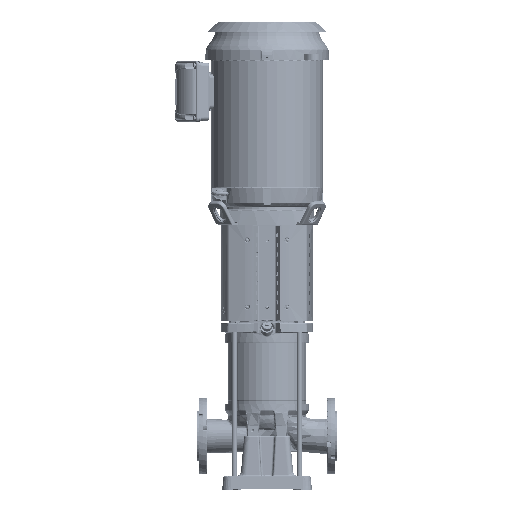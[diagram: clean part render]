
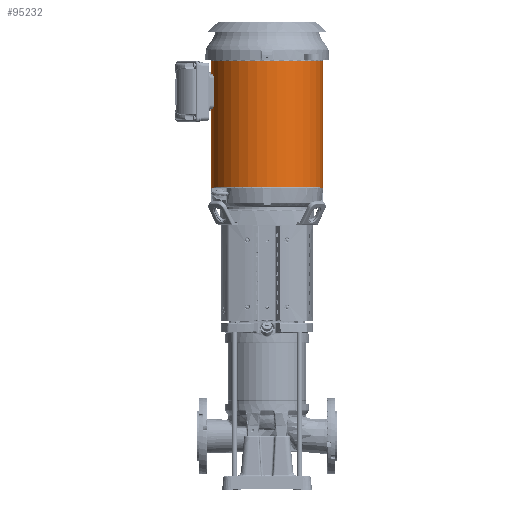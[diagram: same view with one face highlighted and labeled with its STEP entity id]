
A CAD part, top view. The second image highlights one B-rep face of the part: STEP entity #95232.
In plain terms, the highlighted cylindrical face has radius 146.3 mm (diameter 292.6 mm), a full revolution.
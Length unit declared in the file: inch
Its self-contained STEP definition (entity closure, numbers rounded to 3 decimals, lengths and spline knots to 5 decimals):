
#14593=CIRCLE('',#104115,5.75984);
#14594=CIRCLE('',#104116,5.75984);
#19429=FACE_OUTER_BOUND('',#24688,.T.);
#24688=EDGE_LOOP('',(#87879,#87880,#87881,#87882));
#33250=LINE('',#431118,#38170);
#33251=LINE('',#431123,#38171);
#38170=VECTOR('',#126074,39.37008);
#38171=VECTOR('',#126079,39.37008);
#47716=VERTEX_POINT('',#431112);
#47718=VERTEX_POINT('',#431116);
#47719=VERTEX_POINT('',#431120);
#47720=VERTEX_POINT('',#431122);
#62219=EDGE_CURVE('',#47716,#47718,#33250,.T.);
#62220=EDGE_CURVE('',#47718,#47719,#14593,.T.);
#62221=EDGE_CURVE('',#47719,#47720,#33251,.T.);
#62222=EDGE_CURVE('',#47720,#47716,#14594,.T.);
#87879=ORIENTED_EDGE('',*,*,#62220,.T.);
#87880=ORIENTED_EDGE('',*,*,#62221,.T.);
#87881=ORIENTED_EDGE('',*,*,#62222,.T.);
#87882=ORIENTED_EDGE('',*,*,#62219,.T.);
#90375=CYLINDRICAL_SURFACE('',#104114,5.75984);
#95232=ADVANCED_FACE('',(#19429),#90375,.T.);
#104114=AXIS2_PLACEMENT_3D('',#431119,#126075,#126076);
#104115=AXIS2_PLACEMENT_3D('',#431121,#126077,#126078);
#104116=AXIS2_PLACEMENT_3D('',#431124,#126080,#126081);
#126074=DIRECTION('',(0.,1.,0.));
#126075=DIRECTION('center_axis',(0.,1.,0.));
#126076=DIRECTION('ref_axis',(0.,0.,1.));
#126077=DIRECTION('center_axis',(0.,-1.,0.));
#126078=DIRECTION('ref_axis',(-1.,0.,0.));
#126079=DIRECTION('',(0.,-1.,0.));
#126080=DIRECTION('center_axis',(0.,1.,0.));
#126081=DIRECTION('ref_axis',(-1.,0.,0.));
#431112=CARTESIAN_POINT('',(0.,31.04724,-5.75984));
#431116=CARTESIAN_POINT('',(0.,44.03937,-5.75984));
#431118=CARTESIAN_POINT('',(0.,-6.75604,-5.75984));
#431119=CARTESIAN_POINT('Origin',(0.,-6.75604,
0.));
#431120=CARTESIAN_POINT('',(-0.00101,44.03937,-5.75984));
#431121=CARTESIAN_POINT('Origin',(0.,44.03937,
0.));
#431122=CARTESIAN_POINT('',(-0.00101,31.04724,-5.75984));
#431123=CARTESIAN_POINT('',(-0.00101,-6.75604,-5.75984));
#431124=CARTESIAN_POINT('Origin',(0.,31.04724,
0.));
